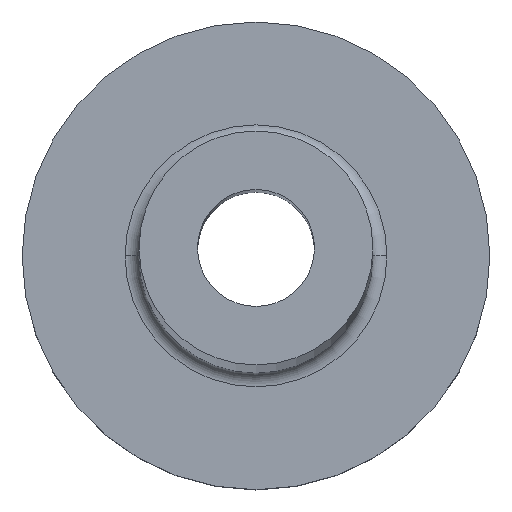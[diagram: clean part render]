
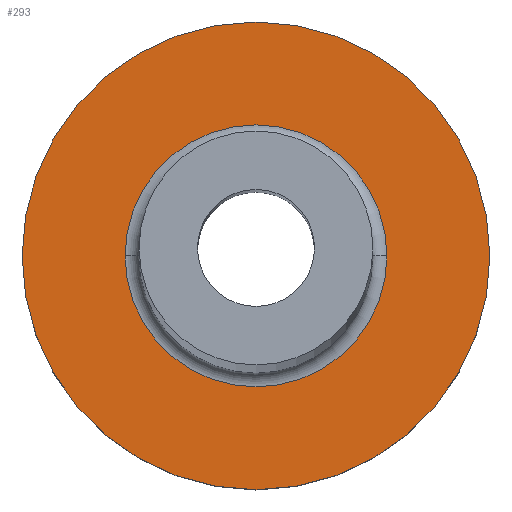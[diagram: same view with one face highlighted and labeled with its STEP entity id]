
A CAD part, top view. The second image highlights one B-rep face of the part: STEP entity #293.
In plain terms, the highlighted planar face has unit normal (0, 0, 1).
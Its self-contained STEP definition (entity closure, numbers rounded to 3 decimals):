
#4 = DIRECTION ( 'NONE',  ( 1., 0., 0. ) ) ;
#9 = VERTEX_POINT ( 'NONE', #117 ) ;
#13 = AXIS2_PLACEMENT_3D ( 'NONE', #129, #272, #425 ) ;
#16 = AXIS2_PLACEMENT_3D ( 'NONE', #421, #123, #452 ) ;
#50 = DIRECTION ( 'NONE',  ( 1., 0., 0. ) ) ;
#60 = DIRECTION ( 'NONE',  ( 1., 0., 0. ) ) ;
#61 = EDGE_CURVE ( 'NONE', #253, #9, #140, .T. ) ;
#75 = FACE_BOUND ( 'NONE', #453, .T. ) ;
#84 = EDGE_CURVE ( 'NONE', #243, #136, #196, .T. ) ;
#88 = CARTESIAN_POINT ( 'NONE',  ( 0., 0., 3. ) ) ;
#89 = CIRCLE ( 'NONE', #420, 5. ) ;
#111 = ORIENTED_EDGE ( 'NONE', *, *, #84, .T. ) ;
#117 = CARTESIAN_POINT ( 'NONE',  ( -2.8, 0., 3. ) ) ;
#123 = DIRECTION ( 'NONE',  ( 0., 0., 1. ) ) ;
#129 = CARTESIAN_POINT ( 'NONE',  ( 0., 0., 3. ) ) ;
#136 = VERTEX_POINT ( 'NONE', #201 ) ;
#140 = CIRCLE ( 'NONE', #274, 2.8 ) ;
#147 = CARTESIAN_POINT ( 'NONE',  ( 0., 0., 3. ) ) ;
#175 = ORIENTED_EDGE ( 'NONE', *, *, #176, .T. ) ;
#176 = EDGE_CURVE ( 'NONE', #9, #253, #412, .T. ) ;
#179 = ORIENTED_EDGE ( 'NONE', *, *, #290, .T. ) ;
#196 = CIRCLE ( 'NONE', #16, 5. ) ;
#201 = CARTESIAN_POINT ( 'NONE',  ( -5., 0., 3. ) ) ;
#216 = CARTESIAN_POINT ( 'NONE',  ( 5., 0., 3. ) ) ;
#224 = CARTESIAN_POINT ( 'NONE',  ( 0., 0., 3. ) ) ;
#243 = VERTEX_POINT ( 'NONE', #216 ) ;
#251 = CARTESIAN_POINT ( 'NONE',  ( 2.8, 0., 3. ) ) ;
#253 = VERTEX_POINT ( 'NONE', #251 ) ;
#256 = AXIS2_PLACEMENT_3D ( 'NONE', #224, #438, #4 ) ;
#272 = DIRECTION ( 'NONE',  ( 0., 0., 1. ) ) ;
#274 = AXIS2_PLACEMENT_3D ( 'NONE', #88, #417, #60 ) ;
#290 = EDGE_CURVE ( 'NONE', #136, #243, #89, .T. ) ;
#293 = ADVANCED_FACE ( 'NONE', ( #75, #454 ), #401, .T. ) ;
#392 = ORIENTED_EDGE ( 'NONE', *, *, #61, .T. ) ;
#398 = DIRECTION ( 'NONE',  ( 0., 0., 1. ) ) ;
#401 = PLANE ( 'NONE',  #13 ) ;
#412 = CIRCLE ( 'NONE', #256, 2.8 ) ;
#417 = DIRECTION ( 'NONE',  ( 0., 0., -1. ) ) ;
#420 = AXIS2_PLACEMENT_3D ( 'NONE', #147, #398, #50 ) ;
#421 = CARTESIAN_POINT ( 'NONE',  ( 0., 0., 3. ) ) ;
#425 = DIRECTION ( 'NONE',  ( 1., 0., 0. ) ) ;
#432 = EDGE_LOOP ( 'NONE', ( #179, #111 ) ) ;
#438 = DIRECTION ( 'NONE',  ( 0., 0., -1. ) ) ;
#452 = DIRECTION ( 'NONE',  ( 1., 0., 0. ) ) ;
#453 = EDGE_LOOP ( 'NONE', ( #392, #175 ) ) ;
#454 = FACE_OUTER_BOUND ( 'NONE', #432, .T. ) ;
